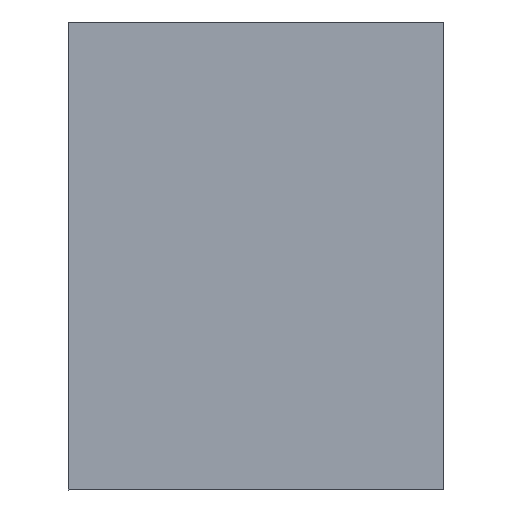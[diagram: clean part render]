
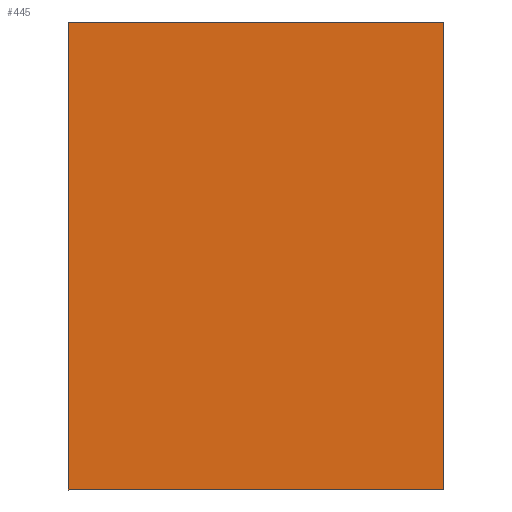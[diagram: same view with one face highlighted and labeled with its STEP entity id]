
A CAD part, front view. The second image highlights one B-rep face of the part: STEP entity #445.
In plain terms, the highlighted planar face has unit normal (0, -1, 0).
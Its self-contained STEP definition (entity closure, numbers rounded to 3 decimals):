
#16 = AXIS2_PLACEMENT_3D ( 'NONE', #29, #643, #442 ) ;
#21 = VECTOR ( 'NONE', #534, 1000. ) ;
#22 = VECTOR ( 'NONE', #425, 1000. ) ;
#29 = CARTESIAN_POINT ( 'NONE',  ( 0., -20.76, -10. ) ) ;
#30 = CARTESIAN_POINT ( 'NONE',  ( -40.123, -20.76, 90. ) ) ;
#80 = EDGE_CURVE ( 'NONE', #139, #227, #418, .T. ) ;
#88 = EDGE_CURVE ( 'NONE', #352, #434, #567, .T. ) ;
#130 = LINE ( 'NONE', #644, #22 ) ;
#137 = EDGE_CURVE ( 'NONE', #227, #434, #324, .T. ) ;
#139 = VERTEX_POINT ( 'NONE', #582 ) ;
#156 = DIRECTION ( 'NONE',  ( 0., 0., 1. ) ) ;
#197 = PLANE ( 'NONE',  #16 ) ;
#207 = EDGE_LOOP ( 'NONE', ( #586, #460, #632, #405 ) ) ;
#227 = VERTEX_POINT ( 'NONE', #30 ) ;
#238 = CARTESIAN_POINT ( 'NONE',  ( 40.123, -20.76, -10. ) ) ;
#277 = EDGE_CURVE ( 'NONE', #139, #352, #130, .T. ) ;
#304 = CARTESIAN_POINT ( 'NONE',  ( 40.123, -20.76, 90. ) ) ;
#324 = LINE ( 'NONE', #507, #21 ) ;
#352 = VERTEX_POINT ( 'NONE', #238 ) ;
#362 = CARTESIAN_POINT ( 'NONE',  ( -40.123, -20.76, -10. ) ) ;
#382 = VECTOR ( 'NONE', #156, 1000. ) ;
#405 = ORIENTED_EDGE ( 'NONE', *, *, #137, .F. ) ;
#418 = LINE ( 'NONE', #362, #382 ) ;
#425 = DIRECTION ( 'NONE',  ( 1., 0., 0. ) ) ;
#434 = VERTEX_POINT ( 'NONE', #304 ) ;
#442 = DIRECTION ( 'NONE',  ( 1., 0., 0. ) ) ;
#445 = ADVANCED_FACE ( 'NONE', ( #450 ), #197, .T. ) ;
#450 = FACE_OUTER_BOUND ( 'NONE', #207, .T. ) ;
#460 = ORIENTED_EDGE ( 'NONE', *, *, #277, .T. ) ;
#504 = DIRECTION ( 'NONE',  ( 0., 0., 1. ) ) ;
#507 = CARTESIAN_POINT ( 'NONE',  ( 0., -20.76, 90. ) ) ;
#527 = VECTOR ( 'NONE', #504, 1000. ) ;
#534 = DIRECTION ( 'NONE',  ( 1., 0., 0. ) ) ;
#567 = LINE ( 'NONE', #661, #527 ) ;
#582 = CARTESIAN_POINT ( 'NONE',  ( -40.123, -20.76, -10. ) ) ;
#586 = ORIENTED_EDGE ( 'NONE', *, *, #80, .F. ) ;
#632 = ORIENTED_EDGE ( 'NONE', *, *, #88, .T. ) ;
#643 = DIRECTION ( 'NONE',  ( 0., -1., 0. ) ) ;
#644 = CARTESIAN_POINT ( 'NONE',  ( 0., -20.76, -10. ) ) ;
#661 = CARTESIAN_POINT ( 'NONE',  ( 40.123, -20.76, -10. ) ) ;
